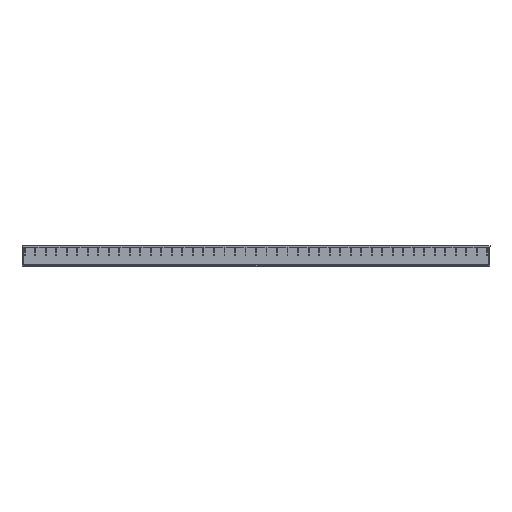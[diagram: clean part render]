
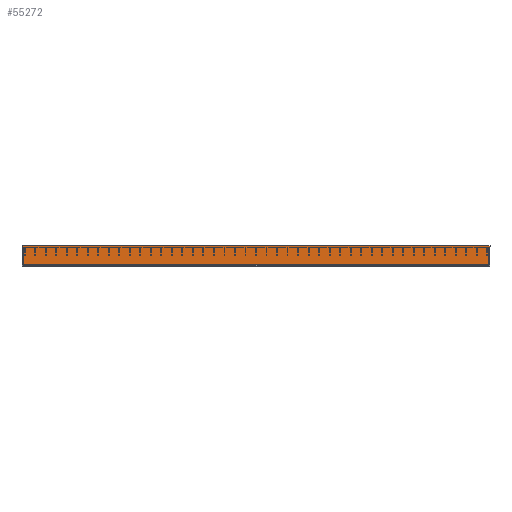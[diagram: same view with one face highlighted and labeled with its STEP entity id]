
A CAD part, top view. The second image highlights one B-rep face of the part: STEP entity #55272.
In plain terms, the highlighted planar face has unit normal (0, 0, 1).
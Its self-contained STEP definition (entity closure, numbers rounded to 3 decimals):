
#9034 = ORIENTED_EDGE ( 'NONE', *, *, #126914, .F. ) ;
#10330 = DIRECTION ( 'NONE',  ( 0., -1., 0. ) ) ;
#23966 = ORIENTED_EDGE ( 'NONE', *, *, #217714, .F. ) ;
#32613 = CARTESIAN_POINT ( 'NONE',  ( 0., 3.333, 0. ) ) ;
#33334 = CARTESIAN_POINT ( 'NONE',  ( 0., -10., 0. ) ) ;
#34728 = EDGE_CURVE ( 'NONE', #176216, #110914, #142743, .T. ) ;
#36569 = VERTEX_POINT ( 'NONE', #68289 ) ;
#37646 = CARTESIAN_POINT ( 'NONE',  ( 490., 10., 0. ) ) ;
#39981 = VECTOR ( 'NONE', #10330, 1000. ) ;
#43304 = CARTESIAN_POINT ( 'NONE',  ( 490., 10., 0. ) ) ;
#44265 = ORIENTED_EDGE ( 'NONE', *, *, #34728, .T. ) ;
#45791 = CARTESIAN_POINT ( 'NONE',  ( 490., 10., 0. ) ) ;
#51698 = CARTESIAN_POINT ( 'NONE',  ( 0., -10., 0. ) ) ;
#52448 = VECTOR ( 'NONE', #90393, 1000. ) ;
#55272 = ADVANCED_FACE ( 'NONE', ( #99584 ), #130099, .F. ) ;
#68289 = CARTESIAN_POINT ( 'NONE',  ( 490., -10., 0. ) ) ;
#73656 = B_SPLINE_CURVE_WITH_KNOTS ( 'NONE', 3,
 ( #33334, #205473, #32613, #168419 ),
 .UNSPECIFIED., .F., .F.,
 ( 4, 4 ),
 ( 0., 1. ),
 .UNSPECIFIED. ) ;
#78948 = DIRECTION ( 'NONE',  ( 0., 1., 0. ) ) ;
#82926 = ORIENTED_EDGE ( 'NONE', *, *, #170314, .F. ) ;
#90393 = DIRECTION ( 'NONE',  ( -1., 0., 0. ) ) ;
#99584 = FACE_OUTER_BOUND ( 'NONE', #209101, .T. ) ;
#105479 = CARTESIAN_POINT ( 'NONE',  ( 0., 10., 0. ) ) ;
#110914 = VERTEX_POINT ( 'NONE', #105479 ) ;
#111367 = CARTESIAN_POINT ( 'NONE',  ( 490., 10., 0. ) ) ;
#126914 = EDGE_CURVE ( 'NONE', #36569, #208022, #212809, .T. ) ;
#130099 = PLANE ( 'NONE',  #184560 ) ;
#134711 = CARTESIAN_POINT ( 'NONE',  ( 490., -10., 0. ) ) ;
#142743 = LINE ( 'NONE', #37646, #52448 ) ;
#147206 = DIRECTION ( 'NONE',  ( 0., 0., -1. ) ) ;
#156892 = LINE ( 'NONE', #111367, #39981 ) ;
#168419 = CARTESIAN_POINT ( 'NONE',  ( 0., 10., 0. ) ) ;
#170314 = EDGE_CURVE ( 'NONE', #208022, #110914, #73656, .T. ) ;
#176216 = VERTEX_POINT ( 'NONE', #45791 ) ;
#184560 = AXIS2_PLACEMENT_3D ( 'NONE', #43304, #147206, #78948 ) ;
#191578 = VECTOR ( 'NONE', #201473, 1000. ) ;
#201473 = DIRECTION ( 'NONE',  ( -1., 0., 0. ) ) ;
#205473 = CARTESIAN_POINT ( 'NONE',  ( 0., -3.333, 0. ) ) ;
#208022 = VERTEX_POINT ( 'NONE', #51698 ) ;
#209101 = EDGE_LOOP ( 'NONE', ( #44265, #82926, #9034, #23966 ) ) ;
#212809 = LINE ( 'NONE', #134711, #191578 ) ;
#217714 = EDGE_CURVE ( 'NONE', #176216, #36569, #156892, .T. ) ;
